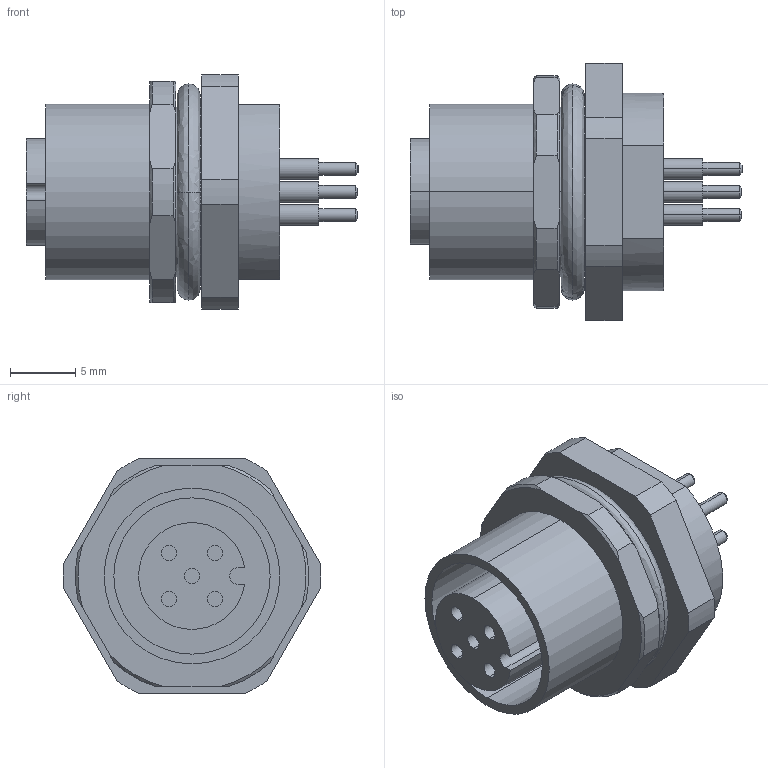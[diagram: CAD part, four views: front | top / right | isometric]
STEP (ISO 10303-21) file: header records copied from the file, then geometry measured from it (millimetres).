
FILE_DESCRIPTION (( 'STEP AP203' ), '1' );
FILE_NAME ('P204.STEP', '2020-03-31T06:03:44', ( 'edpusr' ), ( 'Microsoft' ), 'SwSTEP 2.0', 'SolidWorks 2015', '' );
FILE_SCHEMA (( 'CONFIG_CONTROL_DESIGN' ));
Length unit declared in the file: millimetre
Products named in the file (1): P204
Bounding box: 25.5 x 19.79 x 18 mm (x, y, z)
Volume: 2898.5 mm3; surface area: 3009.4 mm2
Topology: 3 solids, 3 shells, 127 faces, 296 edges, 194 vertices
Faces by surface type: cylinder 58, plane 43, cone 22, bspline 4
Entity records: 3833 total; most frequent: CARTESIAN_POINT 750, DIRECTION 674, ORIENTED_EDGE 592, EDGE_CURVE 296, AXIS2_PLACEMENT_3D 278, VERTEX_POINT 194, CIRCLE 154, EDGE_LOOP 150
